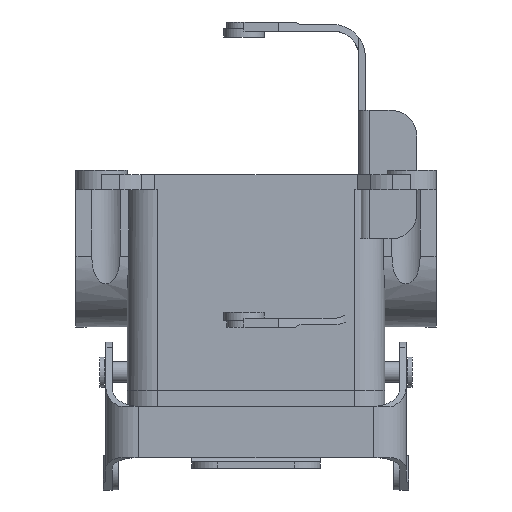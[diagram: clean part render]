
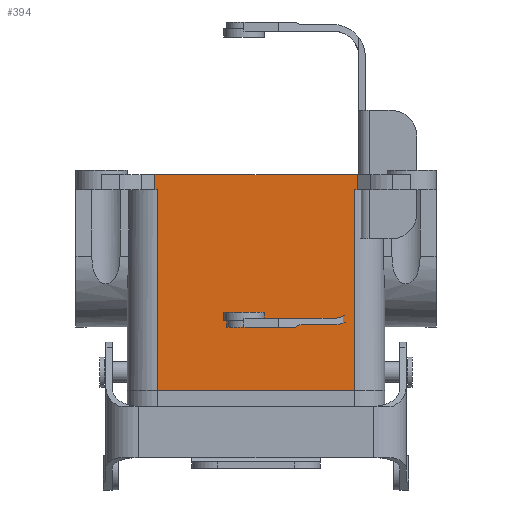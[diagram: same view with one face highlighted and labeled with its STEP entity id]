
A CAD part, top view. The second image highlights one B-rep face of the part: STEP entity #394.
In plain terms, the highlighted planar face has unit normal (0, 0, 1).
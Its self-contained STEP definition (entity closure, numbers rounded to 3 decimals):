
#394 = ADVANCED_FACE( '', ( #876 ), #877, .F. );
#876 = FACE_OUTER_BOUND( '', #1446, .T. );
#877 = PLANE( '', #1447 );
#1446 = EDGE_LOOP( '', ( #2490, #2491, #2492, #2493, #2494, #2495, #2496, #2497 ) );
#1447 = AXIS2_PLACEMENT_3D( '', #2498, #2499, #2500 );
#2490 = ORIENTED_EDGE( '', *, *, #3587, .T. );
#2491 = ORIENTED_EDGE( '', *, *, #3309, .F. );
#2492 = ORIENTED_EDGE( '', *, *, #3508, .F. );
#2493 = ORIENTED_EDGE( '', *, *, #3555, .T. );
#2494 = ORIENTED_EDGE( '', *, *, #3588, .F. );
#2495 = ORIENTED_EDGE( '', *, *, #3589, .F. );
#2496 = ORIENTED_EDGE( '', *, *, #3439, .F. );
#2497 = ORIENTED_EDGE( '', *, *, #3590, .T. );
#2498 = CARTESIAN_POINT( '', ( 0., -3.5, 21.5 ) );
#2499 = DIRECTION( '', ( 0., 0., -1. ) );
#2500 = DIRECTION( '', ( -1., 0., 0. ) );
#3309 = EDGE_CURVE( '', #3979, #3974, #3981, .T. );
#3439 = EDGE_CURVE( '', #4192, #4194, #4195, .T. );
#3508 = EDGE_CURVE( '', #4295, #3979, #4297, .T. );
#3555 = EDGE_CURVE( '', #4295, #4361, #4363, .T. );
#3587 = EDGE_CURVE( '', #4404, #3974, #4405, .T. );
#3588 = EDGE_CURVE( '', #4406, #4361, #4407, .T. );
#3589 = EDGE_CURVE( '', #4194, #4406, #4408, .T. );
#3590 = EDGE_CURVE( '', #4192, #4404, #4409, .T. );
#3974 = VERTEX_POINT( '', #5083 );
#3979 = VERTEX_POINT( '', #5090 );
#3981 = LINE( '', #5093, #5094 );
#4192 = VERTEX_POINT( '', #5373 );
#4194 = VERTEX_POINT( '', #5376 );
#4195 = LINE( '', #5377, #5378 );
#4295 = VERTEX_POINT( '', #5527 );
#4297 = LINE( '', #5529, #5530 );
#4361 = VERTEX_POINT( '', #5618 );
#4363 = LINE( '', #5620, #5621 );
#4404 = VERTEX_POINT( '', #5676 );
#4405 = LINE( '', #5677, #5678 );
#4406 = VERTEX_POINT( '', #5679 );
#4407 = LINE( '', #5680, #5681 );
#4408 = LINE( '', #5682, #5683 );
#4409 = LINE( '', #5684, #5685 );
#5083 = CARTESIAN_POINT( '', ( -23.625, 0., 21.5 ) );
#5090 = CARTESIAN_POINT( '', ( -23.625, -3.5, 21.5 ) );
#5093 = CARTESIAN_POINT( '', ( -23.625, -3.5, 21.5 ) );
#5094 = VECTOR( '', #6112, 1000. );
#5373 = CARTESIAN_POINT( '', ( 23.625, -3.5, 21.5 ) );
#5376 = CARTESIAN_POINT( '', ( 23., -3.5, 21.5 ) );
#5377 = CARTESIAN_POINT( '', ( 0., -3.5, 21.5 ) );
#5378 = VECTOR( '', #6286, 1000. );
#5527 = CARTESIAN_POINT( '', ( -23., -3.5, 21.5 ) );
#5529 = CARTESIAN_POINT( '', ( 0., -3.5, 21.5 ) );
#5530 = VECTOR( '', #6372, 1000. );
#5618 = CARTESIAN_POINT( '', ( -23., -50.4, 21.5 ) );
#5620 = CARTESIAN_POINT( '', ( -23., 60.964, 21.5 ) );
#5621 = VECTOR( '', #6436, 1000. );
#5676 = CARTESIAN_POINT( '', ( 23.625, 0., 21.5 ) );
#5677 = CARTESIAN_POINT( '', ( 0., 0., 21.5 ) );
#5678 = VECTOR( '', #6468, 1000. );
#5679 = CARTESIAN_POINT( '', ( 23., -50.4, 21.5 ) );
#5680 = CARTESIAN_POINT( '', ( -23., -50.4, 21.5 ) );
#5681 = VECTOR( '', #6469, 1000. );
#5682 = CARTESIAN_POINT( '', ( 23., 60.964, 21.5 ) );
#5683 = VECTOR( '', #6470, 1000. );
#5684 = CARTESIAN_POINT( '', ( 23.625, -3.5, 21.5 ) );
#5685 = VECTOR( '', #6471, 1000. );
#6112 = DIRECTION( '', ( 0., 1., 0. ) );
#6286 = DIRECTION( '', ( -1., 0., 0. ) );
#6372 = DIRECTION( '', ( -1., 0., 0. ) );
#6436 = DIRECTION( '', ( 0., -1., 0. ) );
#6468 = DIRECTION( '', ( -1., 0., 0. ) );
#6469 = DIRECTION( '', ( -1., 0., 0. ) );
#6470 = DIRECTION( '', ( 0., -1., 0. ) );
#6471 = DIRECTION( '', ( 0., 1., 0. ) );
